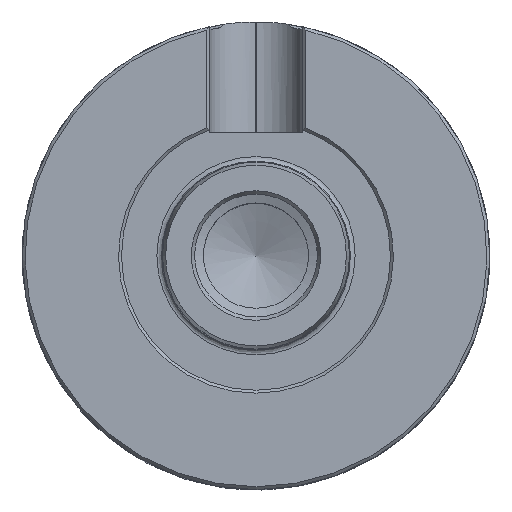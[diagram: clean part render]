
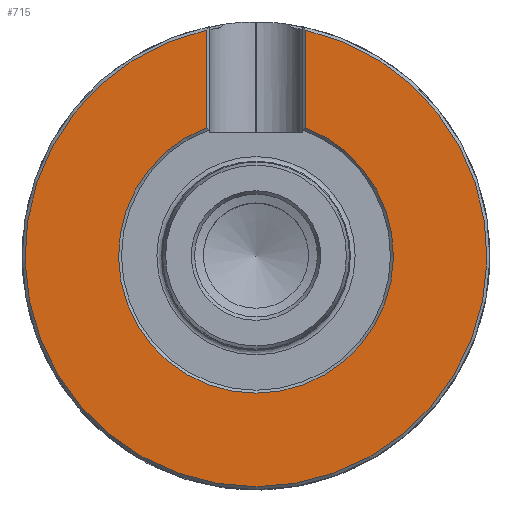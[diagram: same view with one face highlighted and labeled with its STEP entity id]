
A CAD part, top view. The second image highlights one B-rep face of the part: STEP entity #715.
In plain terms, the highlighted face is planar.
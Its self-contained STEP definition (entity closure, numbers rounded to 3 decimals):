
#477=PLANE('',#7838);
#715=ADVANCED_FACE('CU_VLE_LO_SU_1',(#1222),#477,.T.);
#1222=FACE_OUTER_BOUND('',#1606,.T.);
#1606=EDGE_LOOP('',(#3825,#3826,#3827,#3828));
#2406=LINE('',#15737,#2888);
#2407=LINE('',#15741,#2889);
#2888=VECTOR('',#8749,1.);
#2889=VECTOR('',#8752,1.);
#3825=ORIENTED_EDGE('',*,*,#6585,.F.);
#3826=ORIENTED_EDGE('',*,*,#6587,.T.);
#3827=ORIENTED_EDGE('',*,*,#6588,.T.);
#3828=ORIENTED_EDGE('',*,*,#6589,.T.);
#5857=VERTEX_POINT('',#15729);
#5858=VERTEX_POINT('',#15731);
#5859=VERTEX_POINT('',#15738);
#5860=VERTEX_POINT('',#15740);
#6585=EDGE_CURVE('',#5857,#5858,#7499,.T.);
#6587=EDGE_CURVE('',#5857,#5859,#2406,.T.);
#6588=EDGE_CURVE('',#5859,#5860,#7500,.T.);
#6589=EDGE_CURVE('',#5860,#5858,#2407,.T.);
#7499=CIRCLE('',#7835,23.5);
#7500=CIRCLE('',#7837,39.5);
#7835=AXIS2_PLACEMENT_3D('',#15730,#8745,#8746);
#7837=AXIS2_PLACEMENT_3D('',#15739,#8750,#8751);
#7838=AXIS2_PLACEMENT_3D('',#15742,#8753,#8754);
#8745=DIRECTION('',(0.,1.,0.));
#8746=DIRECTION('',(-1.,0.,0.));
#8749=DIRECTION('',(0.,0.,1.));
#8750=DIRECTION('',(0.,1.,0.));
#8751=DIRECTION('',(-1.,0.,0.));
#8752=DIRECTION('',(0.,0.,-1.));
#8753=DIRECTION('',(0.,1.,0.));
#8754=DIRECTION('',(-1.,0.,0.));
#15729=CARTESIAN_POINT('',(8.511,0.,21.905));
#15730=CARTESIAN_POINT('',(0.,0.,0.));
#15731=CARTESIAN_POINT('',(-8.511,0.,21.905));
#15737=CARTESIAN_POINT('',(8.511,0.,23.5));
#15738=CARTESIAN_POINT('',(8.511,0.,38.572));
#15739=CARTESIAN_POINT('',(0.,0.,0.));
#15740=CARTESIAN_POINT('',(-8.511,0.,38.572));
#15741=CARTESIAN_POINT('',(-8.511,0.,23.5));
#15742=CARTESIAN_POINT('',(0.,0.,23.5));
